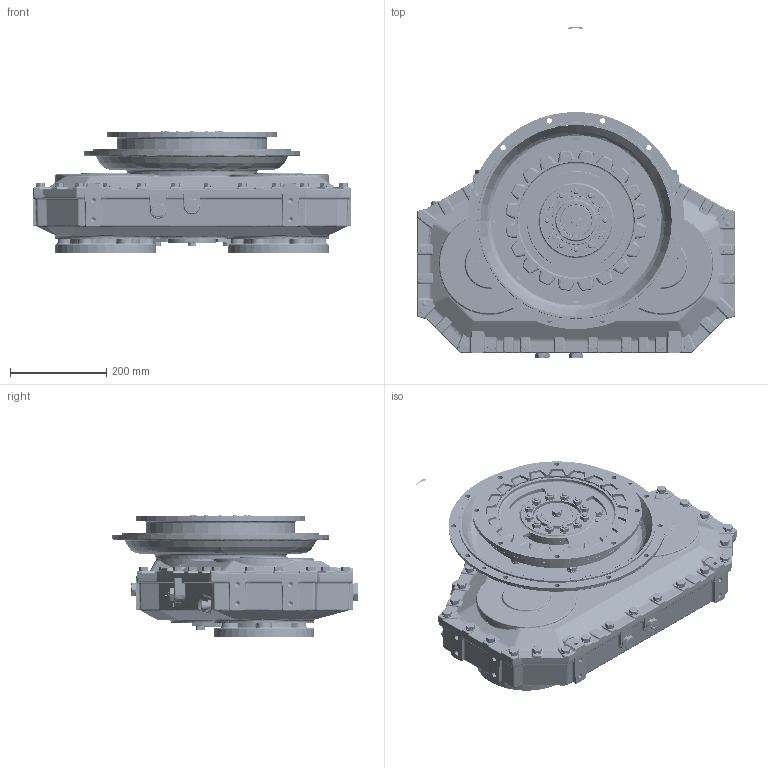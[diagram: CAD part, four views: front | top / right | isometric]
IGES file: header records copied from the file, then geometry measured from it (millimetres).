
Start section: SolidWorks IGES file using analytic representation for surfaces
Global section: file name: 1029017A.IGS; native system: SolidWorks 2007; preprocessor: SolidWorks 2007; author: Pezzinig; date: 150625.130922; units: millimetre
Bounding box: 660 x 690.04 x 252.2 mm (x, y, z)
Surface area: 3201480.1 mm2 (no closed solid volume)
Topology: 0 solids, 0 shells, 9765 faces, 135563 edges, 135291 vertices
Faces by surface type: bspline 5736, revolution 4029
